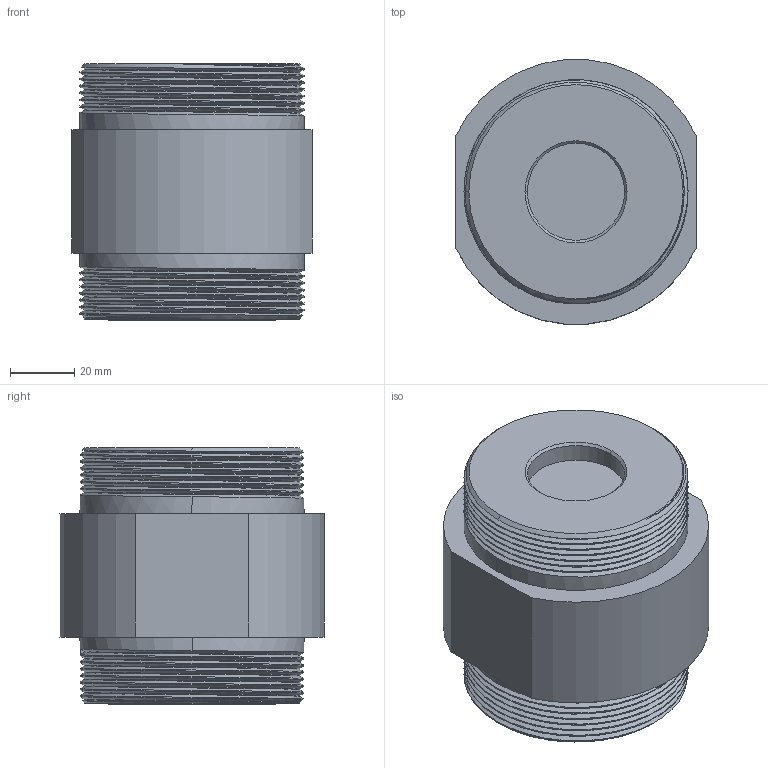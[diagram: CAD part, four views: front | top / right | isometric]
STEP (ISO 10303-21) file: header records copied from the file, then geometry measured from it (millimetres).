
FILE_DESCRIPTION (( 'STEP AP214' ), '1' );
FILE_NAME ('123A-6.STEP', '2018-01-30T16:42:56', ( '' ), ( '' ), 'SwSTEP 2.0', 'SolidWorks 2018', '' );
FILE_SCHEMA (( 'AUTOMOTIVE_DESIGN' ));
Length unit declared in the file: inch
Products named in the file (1): 123A-6
Bounding box: 74.68 x 82.24 x 79.88 mm (x, y, z)
Volume: 338759.5 mm3; surface area: 34918.8 mm2
Topology: 1 solids, 1 shells, 65 faces, 168 edges, 110 vertices
Faces by surface type: cylinder 38, plane 11, cone 8, bspline 6, torus 2
Entity records: 5398 total; most frequent: CARTESIAN_POINT 3974, ORIENTED_EDGE 336, DIRECTION 246, EDGE_CURVE 168, VERTEX_POINT 110, AXIS2_PLACEMENT_3D 94, EDGE_LOOP 70, FACE_OUTER_BOUND 65
